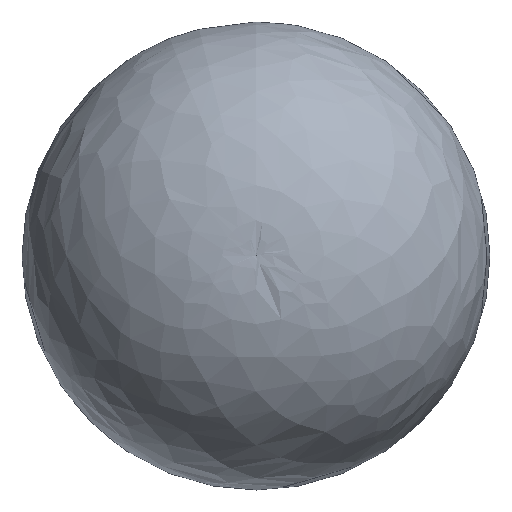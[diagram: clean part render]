
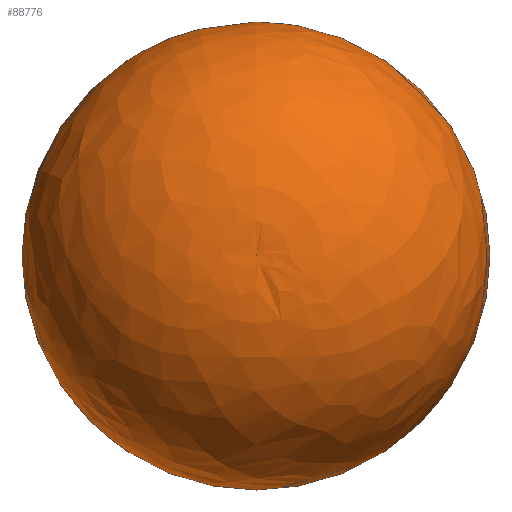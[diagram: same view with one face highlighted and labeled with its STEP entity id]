
A CAD part, top view. The second image highlights one B-rep face of the part: STEP entity #88776.
In plain terms, the highlighted free-form (B-spline) face has degree [2, 2] with [5, 9] control points.
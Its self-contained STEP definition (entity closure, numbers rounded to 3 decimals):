
#4659=(
BOUNDED_SURFACE()
B_SPLINE_SURFACE(2,2,((#200440,#200441,#200442,#200443,#200444,#200445,
#200446,#200447,#200448),(#200449,#200450,#200451,#200452,#200453,#200454,
#200455,#200456,#200457),(#200458,#200459,#200460,#200461,#200462,#200463,
#200464,#200465,#200466),(#200467,#200468,#200469,#200470,#200471,#200472,
#200473,#200474,#200475),(#200476,#200477,#200478,#200479,#200480,#200481,
#200482,#200483,#200484)),.UNSPECIFIED.,.F.,.T.,.F.)
B_SPLINE_SURFACE_WITH_KNOTS((3,2,3),(3,2,2,2,3),(-1.68,-0.334,
1.012),(-3.142,-1.571,0.,1.571,
3.142),.UNSPECIFIED.)
GEOMETRIC_REPRESENTATION_ITEM()
RATIONAL_B_SPLINE_SURFACE(((1.,0.707,1.,0.707,1.,
0.707,1.,0.707,1.),(0.782,0.553,
0.782,0.553,0.782,0.553,
0.782,0.553,0.782),(1.,0.707,
1.,0.707,1.,0.707,1.,0.707,1.),(0.782,
0.553,0.782,0.553,0.782,
0.553,0.782,0.553,0.782),
(1.,0.707,1.,0.707,1.,0.707,1.,0.707,
1.)))
REPRESENTATION_ITEM('')
SURFACE()
);
#18765=FACE_OUTER_BOUND('',#24756,.T.);
#24756=EDGE_LOOP('',(#83148,#83149,#83150));
#38598=CIRCLE('',#98471,876.459);
#38599=CIRCLE('',#98472,1370.887);
#46324=VERTEX_POINT('',#200437);
#46325=VERTEX_POINT('',#200485);
#58601=EDGE_CURVE('',#46324,#46324,#38598,.T.);
#58602=EDGE_CURVE('',#46324,#46325,#38599,.T.);
#83148=ORIENTED_EDGE('',*,*,#58601,.F.);
#83149=ORIENTED_EDGE('',*,*,#58602,.T.);
#83150=ORIENTED_EDGE('',*,*,#58602,.F.);
#88776=ADVANCED_FACE('',(#18765),#4659,.F.);
#98471=AXIS2_PLACEMENT_3D('',#200439,#121421,#121422);
#98472=AXIS2_PLACEMENT_3D('',#200486,#121423,#121424);
#121421=DIRECTION('center_axis',(-1.,0.,0.));
#121422=DIRECTION('ref_axis',(0.,0.,1.));
#121423=DIRECTION('center_axis',(0.,-1.,0.));
#121424=DIRECTION('ref_axis',(0.,0.,
-1.));
#200437=CARTESIAN_POINT('',(-1162.578,150.,-876.459));
#200439=CARTESIAN_POINT('Origin',(-1162.578,150.,0.));
#200440=CARTESIAN_POINT('Ctrl Pts',(1362.656,150.,0.));
#200441=CARTESIAN_POINT('Ctrl Pts',(1362.656,150.,0.));
#200442=CARTESIAN_POINT('Ctrl Pts',(1362.656,150.,0.));
#200443=CARTESIAN_POINT('Ctrl Pts',(1362.656,150.,0.));
#200444=CARTESIAN_POINT('Ctrl Pts',(1362.656,150.,0.));
#200445=CARTESIAN_POINT('Ctrl Pts',(1362.656,150.,0.));
#200446=CARTESIAN_POINT('Ctrl Pts',(1362.656,150.,0.));
#200447=CARTESIAN_POINT('Ctrl Pts',(1362.656,150.,0.));
#200448=CARTESIAN_POINT('Ctrl Pts',(1362.656,150.,0.));
#200449=CARTESIAN_POINT('Ctrl Pts',(1482.273,150.,-1086.644));
#200450=CARTESIAN_POINT('Ctrl Pts',(1482.273,-936.644,
-1086.644));
#200451=CARTESIAN_POINT('Ctrl Pts',(1482.273,-936.644,
0.));
#200452=CARTESIAN_POINT('Ctrl Pts',(1482.273,-936.644,
1086.644));
#200453=CARTESIAN_POINT('Ctrl Pts',(1482.273,150.,1086.644));
#200454=CARTESIAN_POINT('Ctrl Pts',(1482.273,1236.644,1086.644));
#200455=CARTESIAN_POINT('Ctrl Pts',(1482.273,1236.644,0.));
#200456=CARTESIAN_POINT('Ctrl Pts',(1482.273,1236.644,-1086.644));
#200457=CARTESIAN_POINT('Ctrl Pts',(1482.273,150.,-1086.644));
#200458=CARTESIAN_POINT('Ctrl Pts',(449.503,150.,-1445.098));
#200459=CARTESIAN_POINT('Ctrl Pts',(449.503,-1295.098,
-1445.098));
#200460=CARTESIAN_POINT('Ctrl Pts',(449.503,-1295.098,
0.));
#200461=CARTESIAN_POINT('Ctrl Pts',(449.503,-1295.098,
1445.098));
#200462=CARTESIAN_POINT('Ctrl Pts',(449.503,150.,1445.098));
#200463=CARTESIAN_POINT('Ctrl Pts',(449.503,1595.098,1445.098));
#200464=CARTESIAN_POINT('Ctrl Pts',(449.503,1595.098,0.));
#200465=CARTESIAN_POINT('Ctrl Pts',(449.503,1595.098,-1445.098));
#200466=CARTESIAN_POINT('Ctrl Pts',(449.503,150.,-1445.098));
#200467=CARTESIAN_POINT('Ctrl Pts',(-583.267,150.,-1803.552));
#200468=CARTESIAN_POINT('Ctrl Pts',(-583.267,-1653.552,
-1803.552));
#200469=CARTESIAN_POINT('Ctrl Pts',(-583.267,-1653.552,
0.));
#200470=CARTESIAN_POINT('Ctrl Pts',(-583.267,-1653.552,
1803.552));
#200471=CARTESIAN_POINT('Ctrl Pts',(-583.267,150.,1803.552));
#200472=CARTESIAN_POINT('Ctrl Pts',(-583.267,1953.552,
1803.552));
#200473=CARTESIAN_POINT('Ctrl Pts',(-583.267,1953.552,
0.));
#200474=CARTESIAN_POINT('Ctrl Pts',(-583.267,1953.552,
-1803.552));
#200475=CARTESIAN_POINT('Ctrl Pts',(-583.267,150.,-1803.552));
#200476=CARTESIAN_POINT('Ctrl Pts',(-1162.578,150.,-876.459));
#200477=CARTESIAN_POINT('Ctrl Pts',(-1162.578,-726.459,
-876.459));
#200478=CARTESIAN_POINT('Ctrl Pts',(-1162.578,-726.459,
0.));
#200479=CARTESIAN_POINT('Ctrl Pts',(-1162.578,-726.459,
876.459));
#200480=CARTESIAN_POINT('Ctrl Pts',(-1162.578,150.,876.459));
#200481=CARTESIAN_POINT('Ctrl Pts',(-1162.578,1026.459,
876.459));
#200482=CARTESIAN_POINT('Ctrl Pts',(-1162.578,1026.459,
0.));
#200483=CARTESIAN_POINT('Ctrl Pts',(-1162.578,1026.459,
-876.459));
#200484=CARTESIAN_POINT('Ctrl Pts',(-1162.578,150.,-876.459));
#200485=CARTESIAN_POINT('',(1362.656,150.,0.));
#200486=CARTESIAN_POINT('Origin',(0.,150.,-150.));
